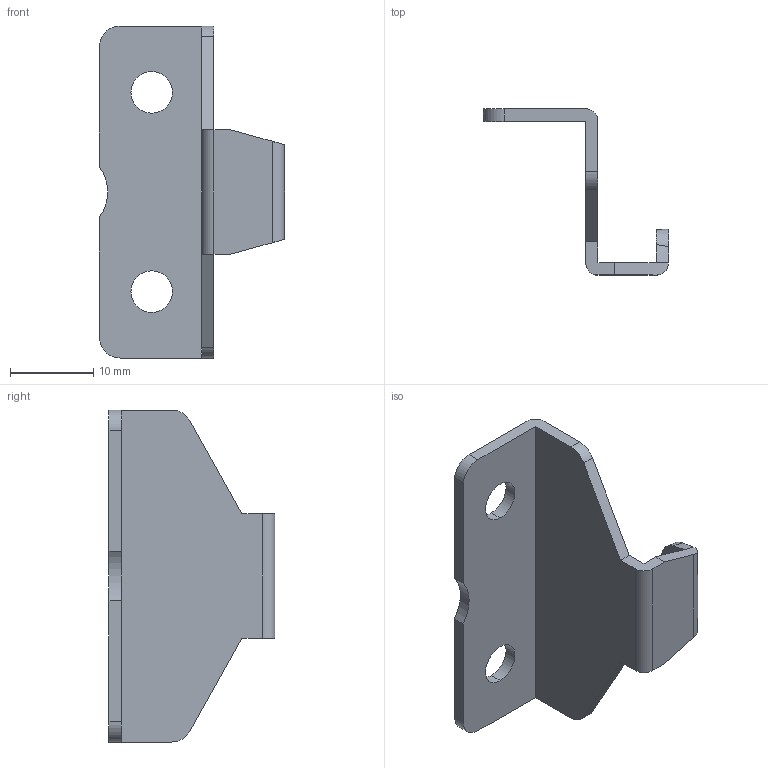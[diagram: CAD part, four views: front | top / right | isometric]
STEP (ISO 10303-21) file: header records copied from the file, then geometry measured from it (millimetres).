
FILE_DESCRIPTION( (''), '2;1');
FILE_NAME ('PC005.16280.TL_443_2_7102.stp','2024-01-23T19:00:43',(''),(''),'spGate 19.8.4 (****-****-****-****)','','');
FILE_SCHEMA (('AUTOMOTIVE_DESIGN'));
Length unit declared in the file: millimetre
Bounding box: 22.3 x 20 x 40 mm (x, y, z)
Volume: 1791.2 mm3; surface area: 2659.3 mm2
Topology: 1 solids, 1 shells, 35 faces, 95 edges, 62 vertices
Faces by surface type: plane 19, cylinder 12, bspline 4
Entity records: 1935 total; most frequent: CARTESIAN_POINT 306, ORIENTED_EDGE 190, DIRECTION 165, COLOUR_RGB 131, PRESENTATION_STYLE_ASSIGNMENT 131, STYLED_ITEM 131, EDGE_CURVE 95, DRAUGHTING_PRE_DEFINED_CURVE_FONT 95
